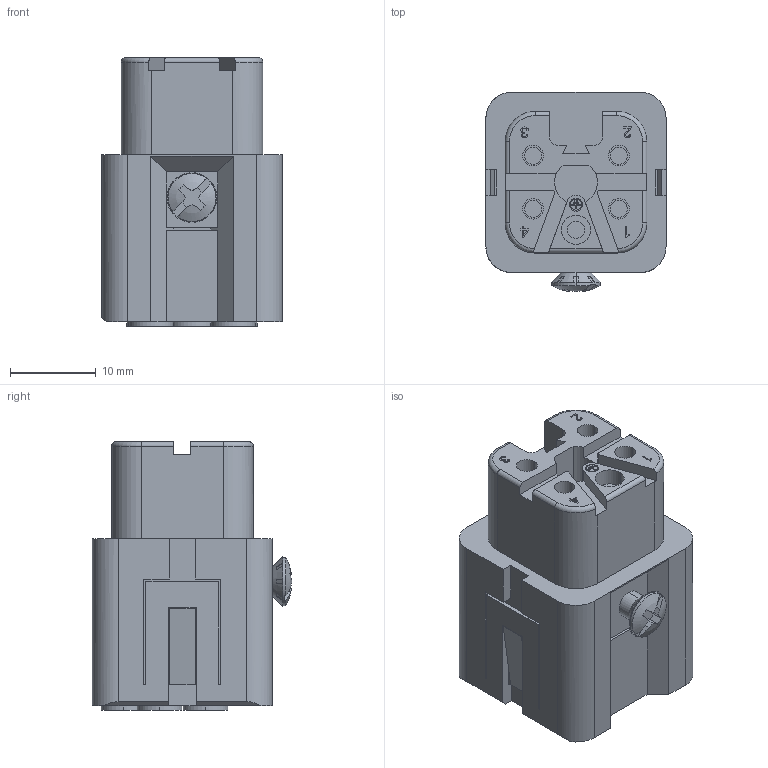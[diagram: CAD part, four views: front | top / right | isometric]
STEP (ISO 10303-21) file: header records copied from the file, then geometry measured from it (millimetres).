
FILE_DESCRIPTION(('Creo Elements/Direct Modeling STEP Export'),'2;1');
FILE_NAME('0lndrr03le7emco1280','2014-10-28T14:58:51',(''),(''),'Creo Elements/Direct Modeling STEP processor for AP214 (Solid Model)','Creo Elements/Direct Modeling 18.1F 24-Jul-2014 (C) Parametric Technology GmbH','');
FILE_SCHEMA(('AUTOMOTIVE_DESIGN { 1 0 10303 214 1 1 1 1 }'));
Length unit declared in the file: millimetre
Products named in the file (2): JKSF_04
Assembly tree (1 placements, depth 2):
  JKSF_04
    JKSF_04
Bounding box: 21 x 23.24 x 31.3 mm (x, y, z)
Volume: 9264.7 mm3; surface area: 5764.9 mm2
Topology: 1 solids, 4 shells, 709 faces, 1921 edges, 1268 vertices
Faces by surface type: plane 590, cylinder 97, cone 16, torus 4, sphere 2
Entity records: 28715 total; most frequent: CARTESIAN_POINT 6150, ORIENTED_EDGE 3846, DIRECTION 3310, EDGE_CURVE 1921, VECTOR 1580, LINE 1580, VERTEX_POINT 1268, AXIS2_PLACEMENT_3D 865
